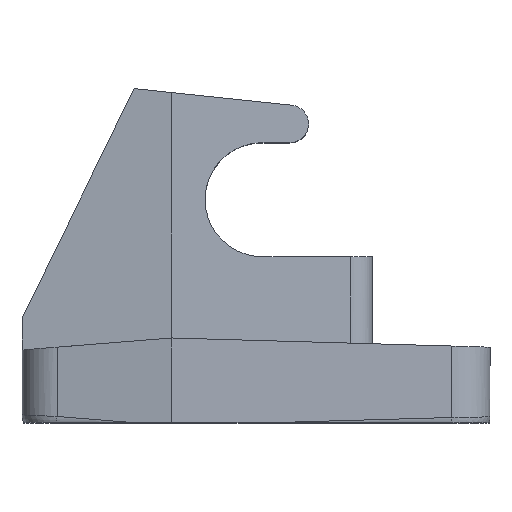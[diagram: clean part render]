
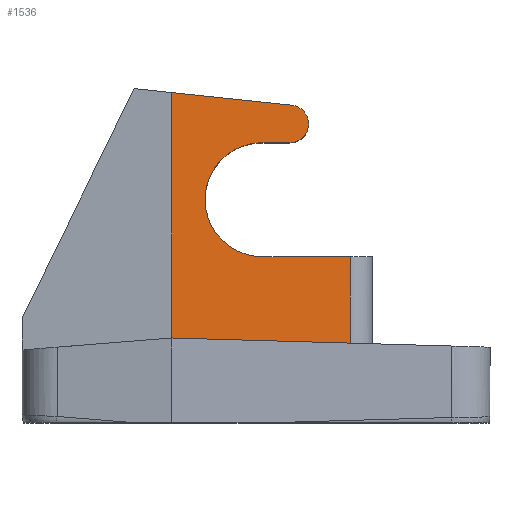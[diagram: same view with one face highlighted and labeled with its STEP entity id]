
A CAD part, top view. The second image highlights one B-rep face of the part: STEP entity #1536.
In plain terms, the highlighted planar face has unit normal (0.079, 0, 0.997).
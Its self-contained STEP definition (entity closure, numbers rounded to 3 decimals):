
#1 = DIRECTION ( 'NONE',  ( 0.991, -0.104, -0.079 ) ) ;
#6 =( BOUNDED_CURVE ( )  B_SPLINE_CURVE ( 3, ( #1561, #551, #2066, #1027 ),
 .UNSPECIFIED., .F., .F. ) 
 B_SPLINE_CURVE_WITH_KNOTS ( ( 4, 4 ),
 ( 3.142, 4.608 ),
 .UNSPECIFIED. ) 
 CURVE ( )  GEOMETRIC_REPRESENTATION_ITEM ( )  RATIONAL_B_SPLINE_CURVE ( ( 1., 0.829, 0.829, 1. ) ) 
 REPRESENTATION_ITEM ( '' )  );
#73 = CARTESIAN_POINT ( 'NONE',  ( 17.2, 33.443, 11.635 ) ) ;
#84 = VECTOR ( 'NONE', #937, 1000. ) ;
#89 = DIRECTION ( 'NONE',  ( 0.996, -0.029, -0.079 ) ) ;
#109 = CARTESIAN_POINT ( 'NONE',  ( 0., 37.383, 13. ) ) ;
#110 = CARTESIAN_POINT ( 'NONE',  ( 17.2, 33.443, 11.635 ) ) ;
#190 =( BOUNDED_CURVE ( )  B_SPLINE_CURVE ( 3, ( #392, #227, #429, #440 ),
 .UNSPECIFIED., .F., .T. ) 
 B_SPLINE_CURVE_WITH_KNOTS ( ( 4, 4 ),
 ( 4.712, 7.854 ),
 .UNSPECIFIED. ) 
 CURVE ( )  GEOMETRIC_REPRESENTATION_ITEM ( )  RATIONAL_B_SPLINE_CURVE ( ( 1., 0.333, 0.333, 1. ) ) 
 REPRESENTATION_ITEM ( '' )  );
#213 = CARTESIAN_POINT ( 'NONE',  ( 16.219, 31.075, 11.713 ) ) ;
#227 = CARTESIAN_POINT ( 'NONE',  ( -2.95, 16.776, 13.234 ) ) ;
#240 = CARTESIAN_POINT ( 'NONE',  ( 14.832, 31.075, 11.823 ) ) ;
#248 = LINE ( 'NONE', #803, #1094 ) ;
#288 = ORIENTED_EDGE ( 'NONE', *, *, #1935, .T. ) ;
#324 = CARTESIAN_POINT ( 'NONE',  ( 0., 31.075, 13. ) ) ;
#329 = PLANE ( 'NONE',  #1965 ) ;
#341 = CARTESIAN_POINT ( 'NONE',  ( 0., 35.554, 13. ) ) ;
#352 = DIRECTION ( 'NONE',  ( -0.079, 0., -0.997 ) ) ;
#353 = CARTESIAN_POINT ( 'NONE',  ( 0., 6.5, 13. ) ) ;
#358 = CARTESIAN_POINT ( 'NONE',  ( 17.2, 32.056, 11.635 ) ) ;
#360 = DIRECTION ( 'NONE',  ( 0.997, 0., -0.079 ) ) ;
#392 = CARTESIAN_POINT ( 'NONE',  ( 11.35, 16.776, 12.099 ) ) ;
#423 = EDGE_CURVE ( 'NONE', #2001, #1387, #688, .T. ) ;
#429 = CARTESIAN_POINT ( 'NONE',  ( -2.95, 31.075, 13.234 ) ) ;
#440 = CARTESIAN_POINT ( 'NONE',  ( 11.35, 31.075, 12.099 ) ) ;
#465 = ORIENTED_EDGE ( 'NONE', *, *, #423, .T. ) ;
#492 = EDGE_CURVE ( 'NONE', #1028, #2022, #2077, .T. ) ;
#523 = ORIENTED_EDGE ( 'NONE', *, *, #492, .F. ) ;
#531 = VECTOR ( 'NONE', #89, 1000. ) ;
#551 = CARTESIAN_POINT ( 'NONE',  ( 17.2, 34.718, 11.635 ) ) ;
#627 = ORIENTED_EDGE ( 'NONE', *, *, #1405, .T. ) ;
#688 =( BOUNDED_CURVE ( )  B_SPLINE_CURVE ( 3, ( #240, #213, #358, #73 ),
 .UNSPECIFIED., .F., .F. ) 
 B_SPLINE_CURVE_WITH_KNOTS ( ( 4, 4 ),
 ( 1.571, 3.142 ),
 .UNSPECIFIED. ) 
 CURVE ( )  GEOMETRIC_REPRESENTATION_ITEM ( )  RATIONAL_B_SPLINE_CURVE ( ( 1., 0.805, 0.805, 1. ) ) 
 REPRESENTATION_ITEM ( '' )  );
#716 = VERTEX_POINT ( 'NONE', #1815 ) ;
#720 = CARTESIAN_POINT ( 'NONE',  ( 14.832, 31.075, 11.823 ) ) ;
#745 = VECTOR ( 'NONE', #1036, 1000. ) ;
#799 = DIRECTION ( 'NONE',  ( 0., 1., 0. ) ) ;
#802 = CARTESIAN_POINT ( 'NONE',  ( 22.437, 16.775, 11.219 ) ) ;
#803 = CARTESIAN_POINT ( 'NONE',  ( 22.437, 16.775, 11.219 ) ) ;
#843 = ORIENTED_EDGE ( 'NONE', *, *, #1311, .T. ) ;
#859 = FACE_OUTER_BOUND ( 'NONE', #1911, .T. ) ;
#887 = CARTESIAN_POINT ( 'NONE',  ( 15.08, 35.798, 11.803 ) ) ;
#897 = EDGE_CURVE ( 'NONE', #1787, #1119, #190, .T. ) ;
#937 = DIRECTION ( 'NONE',  ( 0., -1., 0. ) ) ;
#943 = EDGE_CURVE ( 'NONE', #1787, #1138, #2111, .T. ) ;
#1022 = CARTESIAN_POINT ( 'NONE',  ( 0., 16.775, 13. ) ) ;
#1027 = CARTESIAN_POINT ( 'NONE',  ( 15.08, 35.798, 11.803 ) ) ;
#1028 = VERTEX_POINT ( 'NONE', #109 ) ;
#1036 = DIRECTION ( 'NONE',  ( 0.997, 0., -0.079 ) ) ;
#1094 = VECTOR ( 'NONE', #799, 1000. ) ;
#1096 = CARTESIAN_POINT ( 'NONE',  ( 0., 21.345, 13. ) ) ;
#1119 = VERTEX_POINT ( 'NONE', #1229 ) ;
#1138 = VERTEX_POINT ( 'NONE', #802 ) ;
#1159 = VECTOR ( 'NONE', #1482, 1000. ) ;
#1198 = ORIENTED_EDGE ( 'NONE', *, *, #1578, .T. ) ;
#1229 = CARTESIAN_POINT ( 'NONE',  ( 11.35, 31.075, 12.099 ) ) ;
#1311 = EDGE_CURVE ( 'NONE', #1698, #716, #1469, .T. ) ;
#1387 = VERTEX_POINT ( 'NONE', #110 ) ;
#1405 = EDGE_CURVE ( 'NONE', #1028, #1698, #1802, .T. ) ;
#1408 = CARTESIAN_POINT ( 'NONE',  ( 43.466, 5.25, 9.55 ) ) ;
#1469 = LINE ( 'NONE', #1408, #531 ) ;
#1482 = DIRECTION ( 'NONE',  ( -0.997, 0., 0.079 ) ) ;
#1492 = CARTESIAN_POINT ( 'NONE',  ( 11.35, 16.776, 12.099 ) ) ;
#1523 = VECTOR ( 'NONE', #1, 1000. ) ;
#1536 = ADVANCED_FACE ( 'NONE', ( #859 ), #329, .F. ) ;
#1561 = CARTESIAN_POINT ( 'NONE',  ( 17.2, 33.443, 11.635 ) ) ;
#1578 = EDGE_CURVE ( 'NONE', #716, #1138, #248, .T. ) ;
#1698 = VERTEX_POINT ( 'NONE', #353 ) ;
#1769 = EDGE_CURVE ( 'NONE', #2001, #1119, #2143, .T. ) ;
#1787 = VERTEX_POINT ( 'NONE', #1492 ) ;
#1802 = LINE ( 'NONE', #1096, #84 ) ;
#1815 = CARTESIAN_POINT ( 'NONE',  ( 22.437, 5.855, 11.219 ) ) ;
#1845 = ORIENTED_EDGE ( 'NONE', *, *, #1769, .F. ) ;
#1881 = CARTESIAN_POINT ( 'NONE',  ( 0.189, 37.363, 12.985 ) ) ;
#1911 = EDGE_LOOP ( 'NONE', ( #843, #1198, #2104, #1926, #1845, #465, #288, #523, #627 ) ) ;
#1926 = ORIENTED_EDGE ( 'NONE', *, *, #897, .T. ) ;
#1935 = EDGE_CURVE ( 'NONE', #1387, #2022, #6, .T. ) ;
#1965 = AXIS2_PLACEMENT_3D ( 'NONE', #341, #352, #360 ) ;
#2001 = VERTEX_POINT ( 'NONE', #720 ) ;
#2022 = VERTEX_POINT ( 'NONE', #887 ) ;
#2066 = CARTESIAN_POINT ( 'NONE',  ( 16.347, 35.665, 11.703 ) ) ;
#2077 = LINE ( 'NONE', #1881, #1523 ) ;
#2104 = ORIENTED_EDGE ( 'NONE', *, *, #943, .F. ) ;
#2111 = LINE ( 'NONE', #1022, #745 ) ;
#2143 = LINE ( 'NONE', #324, #1159 ) ;
